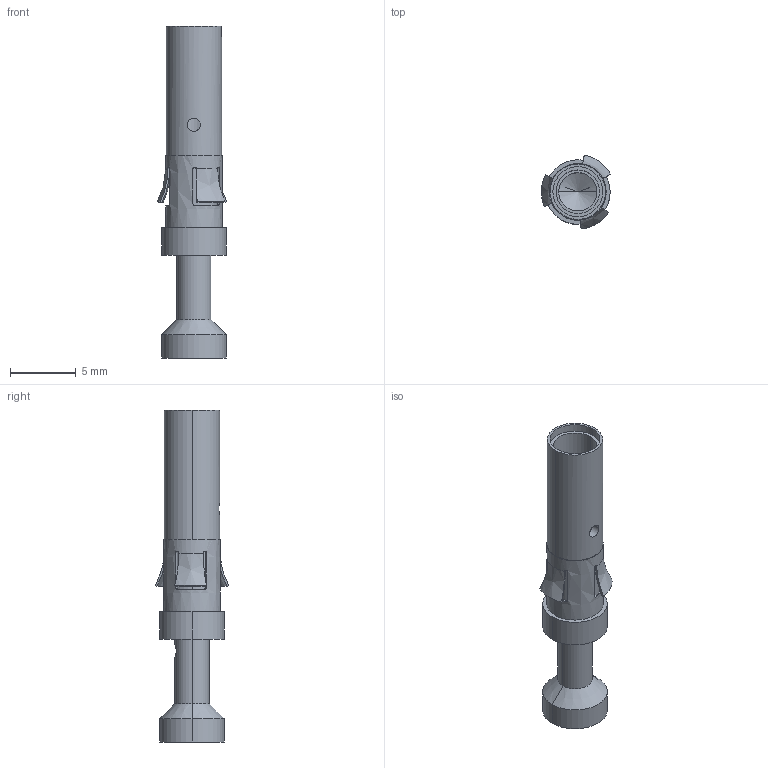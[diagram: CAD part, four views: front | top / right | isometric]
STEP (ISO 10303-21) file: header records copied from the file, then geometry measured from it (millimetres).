
FILE_DESCRIPTION((''),'2;1');
FILE_NAME('CESF_N','2017-04-21T',('tl.yang'),(''),'PRO/ENGINEER BY PARAMETRIC TECHNOLOGY CORPORATION, 2011500','PRO/ENGINEER BY PARAMETRIC TECHNOLOGY CORPORATION, 2011500','');
FILE_SCHEMA(('CONFIG_CONTROL_DESIGN'));
Length unit declared in the file: millimetre
Products named in the file (1): CESF_N
Bounding box: 5.27 x 5.61 x 25.2 mm (x, y, z)
Volume: 212.6 mm3; surface area: 645.4 mm2
Topology: 1 solids, 1 shells, 96 faces, 245 edges, 153 vertices
Faces by surface type: bspline 31, plane 23, cylinder 22, cone 20
Entity records: 4038 total; most frequent: CARTESIAN_POINT 1833, ORIENTED_EDGE 482, DIRECTION 380, EDGE_CURVE 241, VERTEX_POINT 153, AXIS2_PLACEMENT_3D 138, EDGE_LOOP 114, VECTOR 104
